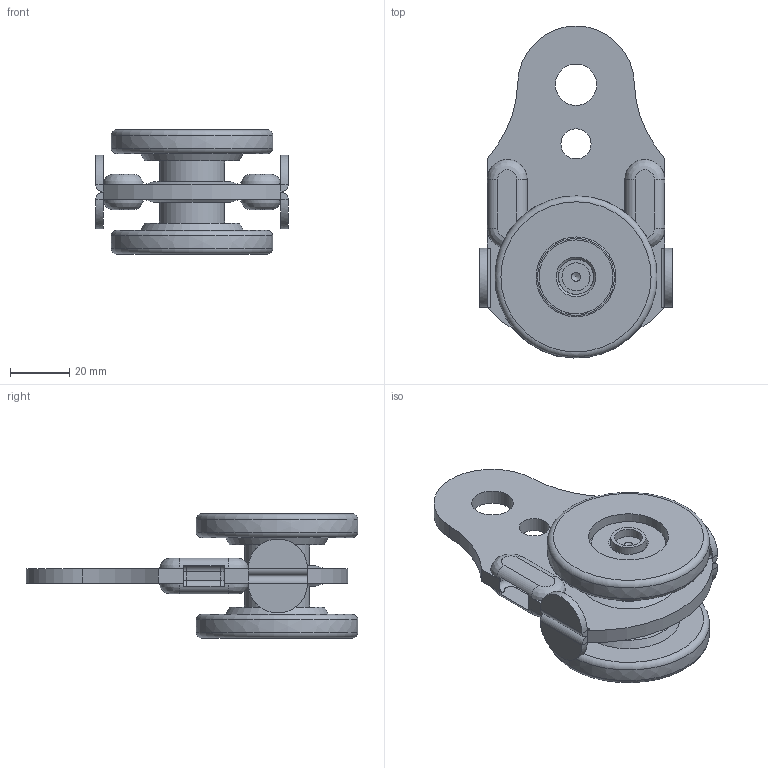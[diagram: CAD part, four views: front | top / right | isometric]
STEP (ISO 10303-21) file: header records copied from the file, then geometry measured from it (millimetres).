
FILE_DESCRIPTION(/* description */ (''),/* implementation_level */ '2;1');
FILE_NAME(/* name */ '2761A.stp',/* time_stamp */ '2018-04-03T14:49:15+02:00',/* author */ ('Giuliano'),/* organization */ (''),/* preprocessor_version */ 'ST-DEVELOPER v16.5',/* originating_system */ 'Autodesk Inventor 2017',/* authorisation */ '');
FILE_SCHEMA (('AUTOMOTIVE_DESIGN { 1 0 10303 214 3 1 1 }'));
Length unit declared in the file: millimetre
Products named in the file (1): Pièce2
Bounding box: 65 x 112.23 x 42 mm (x, y, z)
Volume: 70876 mm3; surface area: 34290.3 mm2
Topology: 3 solids, 4 shells, 166 faces, 384 edges, 252 vertices
Faces by surface type: plane 74, cylinder 54, torus 16, cone 12, bspline 10
Full cylindrical faces by diameter (mm): 3 x2, 9.5 x2, 10.2 x1, 11.8 x2, 12 x2, 12.2 x2, 14 x1, 22 x2, 25 x4, 27 x4
Entity records: 4933 total; most frequent: CARTESIAN_POINT 1063, DIRECTION 792, ORIENTED_EDGE 658, EDGE_CURVE 329, AXIS2_PLACEMENT_3D 316, EDGE_LOOP 236, VERTEX_POINT 231, STYLED_ITEM 177
